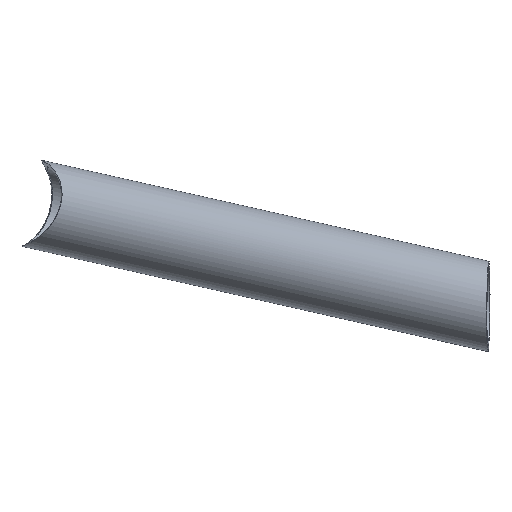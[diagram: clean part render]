
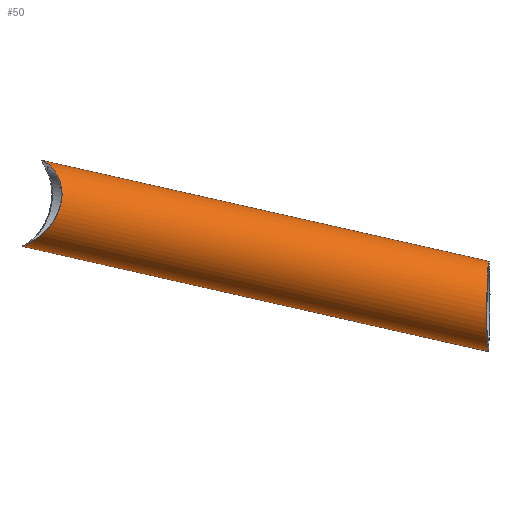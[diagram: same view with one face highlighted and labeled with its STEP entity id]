
A CAD part, top view. The second image highlights one B-rep face of the part: STEP entity #50.
In plain terms, the highlighted cylindrical face has radius 12.5 mm (diameter 25 mm), a partial arc.
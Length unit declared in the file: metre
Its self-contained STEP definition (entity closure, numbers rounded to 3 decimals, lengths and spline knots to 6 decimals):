
#50=ADVANCED_FACE('',(#112),#113,.T.);
#60=EDGE_CURVE('',#128,#129,#130,.T.);
#70=EDGE_CURVE('',#146,#128,#147,.T.);
#72=EDGE_CURVE('',#129,#149,#150,.T.);
#74=EDGE_CURVE('',#152,#153,#154,.T.);
#112=FACE_OUTER_BOUND('',#184,.T.);
#113=CYLINDRICAL_SURFACE('',#185,0.0125);
#128=VERTEX_POINT('',#201);
#129=VERTEX_POINT('',#202);
#130=B_SPLINE_CURVE_WITH_KNOTS('',3,(#203,#204,#205,#206,#207,#208,#209,#210,#211,#212,#213,#214,#215,#216,#217,#218,#219,#220,#221,#222,#223,#224,#225,#226,#227,#228,#229,#230,#231,#232,#233,#234,#235,#236,#237,#238,#239,#240,#241,#242,#243,#244,#245,#246,#247,#248,#249,#250,#251,#252,#253,#254,#255,#256,#257),.UNSPECIFIED.,.F.,.F.,(4,3,3,3,3,3,3,3,3,3,3,3,3,3,3,3,3,3,4),(0.005651,0.006484,0.007878,0.008724,0.009494,0.014309,0.018649,0.02157,0.023088,0.028495,0.031071,0.03404,0.036408,0.039238,0.04085,0.045975,0.047241,0.049646,0.0511),.UNSPECIFIED.);
#146=VERTEX_POINT('',#338);
#147=B_SPLINE_CURVE_WITH_KNOTS('',3,(#339,#340,#341,#342),.UNSPECIFIED.,.F.,.F.,(4,4),(0.005452,0.005651),.UNSPECIFIED.);
#149=VERTEX_POINT('',#345);
#150=B_SPLINE_CURVE_WITH_KNOTS('',3,(#346,#347,#348,#349,#350,#351,#352),.UNSPECIFIED.,.F.,.F.,(4,3,4),(0.0511,0.052525,0.053186),.UNSPECIFIED.);
#152=VERTEX_POINT('',#355);
#153=VERTEX_POINT('',#356);
#154=B_SPLINE_CURVE_WITH_KNOTS('',3,(#357,#358,#359,#360,#361,#362,#363,#364,#365,#366,#367,#368,#369,#370,#371,#372,#373,#374,#375,#376,#377,#378,#379,#380,#381),.UNSPECIFIED.,.F.,.F.,(4,3,3,3,3,3,3,3,4),(0.0,7.024141,13.976754,21.186119,28.654351,36.132684,43.395198,50.305873,56.193131),.UNSPECIFIED.);
#184=EDGE_LOOP('',(#565,#566,#567,#568,#569,#570));
#185=AXIS2_PLACEMENT_3D('',#571,#572,#573);
#201=CARTESIAN_POINT('',(-0.618878,-0.224682,0.205879));
#202=CARTESIAN_POINT('',(-0.624447,-0.248869,0.20779));
#203=CARTESIAN_POINT('',(-0.618878,-0.224682,0.205879));
#204=CARTESIAN_POINT('',(-0.618814,-0.2247,0.206151));
#205=CARTESIAN_POINT('',(-0.618739,-0.224731,0.206424));
#206=CARTESIAN_POINT('',(-0.618654,-0.224771,0.206694));
#207=CARTESIAN_POINT('',(-0.618513,-0.224838,0.207144));
#208=CARTESIAN_POINT('',(-0.618353,-0.224932,0.207564));
#209=CARTESIAN_POINT('',(-0.618196,-0.225034,0.20794));
#210=CARTESIAN_POINT('',(-0.6181,-0.225095,0.208169));
#211=CARTESIAN_POINT('',(-0.618006,-0.22516,0.208381));
#212=CARTESIAN_POINT('',(-0.617917,-0.225224,0.208574));
#213=CARTESIAN_POINT('',(-0.617837,-0.225282,0.208749));
#214=CARTESIAN_POINT('',(-0.617762,-0.225338,0.208905));
#215=CARTESIAN_POINT('',(-0.617683,-0.225399,0.209067));
#216=CARTESIAN_POINT('',(-0.61719,-0.225779,0.210076));
#217=CARTESIAN_POINT('',(-0.616607,-0.22631,0.211101));
#218=CARTESIAN_POINT('',(-0.616033,-0.226992,0.212102));
#219=CARTESIAN_POINT('',(-0.615515,-0.227606,0.213005));
#220=CARTESIAN_POINT('',(-0.615002,-0.228347,0.213894));
#221=CARTESIAN_POINT('',(-0.614568,-0.229216,0.214724));
#222=CARTESIAN_POINT('',(-0.614276,-0.229801,0.215283));
#223=CARTESIAN_POINT('',(-0.61402,-0.230443,0.215814));
#224=CARTESIAN_POINT('',(-0.613823,-0.231144,0.216301));
#225=CARTESIAN_POINT('',(-0.613721,-0.231508,0.216554));
#226=CARTESIAN_POINT('',(-0.613637,-0.23188,0.216789));
#227=CARTESIAN_POINT('',(-0.613572,-0.232259,0.217006));
#228=CARTESIAN_POINT('',(-0.613339,-0.233608,0.217779));
#229=CARTESIAN_POINT('',(-0.61335,-0.235045,0.218321));
#230=CARTESIAN_POINT('',(-0.613629,-0.23651,0.218581));
#231=CARTESIAN_POINT('',(-0.613761,-0.237208,0.218706));
#232=CARTESIAN_POINT('',(-0.613955,-0.237915,0.218766));
#233=CARTESIAN_POINT('',(-0.614208,-0.238616,0.218755));
#234=CARTESIAN_POINT('',(-0.6145,-0.239423,0.218743));
#235=CARTESIAN_POINT('',(-0.614868,-0.240219,0.218639));
#236=CARTESIAN_POINT('',(-0.615306,-0.24099,0.218438));
#237=CARTESIAN_POINT('',(-0.615656,-0.241605,0.218278));
#238=CARTESIAN_POINT('',(-0.61605,-0.242205,0.218056));
#239=CARTESIAN_POINT('',(-0.616476,-0.242773,0.217777));
#240=CARTESIAN_POINT('',(-0.616986,-0.243453,0.217444));
#241=CARTESIAN_POINT('',(-0.617542,-0.244092,0.217028));
#242=CARTESIAN_POINT('',(-0.61813,-0.244682,0.216534));
#243=CARTESIAN_POINT('',(-0.618465,-0.245019,0.216252));
#244=CARTESIAN_POINT('',(-0.618809,-0.245337,0.215946));
#245=CARTESIAN_POINT('',(-0.61915,-0.245632,0.215625));
#246=CARTESIAN_POINT('',(-0.620235,-0.24657,0.214602));
#247=CARTESIAN_POINT('',(-0.621318,-0.247286,0.213403));
#248=CARTESIAN_POINT('',(-0.622238,-0.247806,0.212129));
#249=CARTESIAN_POINT('',(-0.622465,-0.247934,0.211814));
#250=CARTESIAN_POINT('',(-0.622685,-0.248052,0.211491));
#251=CARTESIAN_POINT('',(-0.622897,-0.248161,0.211155));
#252=CARTESIAN_POINT('',(-0.623301,-0.248369,0.210516));
#253=CARTESIAN_POINT('',(-0.623672,-0.248541,0.209836));
#254=CARTESIAN_POINT('',(-0.623977,-0.248674,0.209122));
#255=CARTESIAN_POINT('',(-0.624161,-0.248754,0.208691));
#256=CARTESIAN_POINT('',(-0.62432,-0.248819,0.208249));
#257=CARTESIAN_POINT('',(-0.624447,-0.248869,0.20779));
#338=CARTESIAN_POINT('',(-0.618921,-0.224671,0.205684));
#339=CARTESIAN_POINT('',(-0.618921,-0.224671,0.205684));
#340=CARTESIAN_POINT('',(-0.618907,-0.224674,0.205749));
#341=CARTESIAN_POINT('',(-0.618893,-0.224677,0.205814));
#342=CARTESIAN_POINT('',(-0.618878,-0.224682,0.205879));
#345=CARTESIAN_POINT('',(-0.624767,-0.24898,0.20566));
#346=CARTESIAN_POINT('',(-0.624447,-0.248869,0.20779));
#347=CARTESIAN_POINT('',(-0.624571,-0.248918,0.20734));
#348=CARTESIAN_POINT('',(-0.624666,-0.248953,0.206872));
#349=CARTESIAN_POINT('',(-0.62472,-0.24897,0.206373));
#350=CARTESIAN_POINT('',(-0.624746,-0.248978,0.206141));
#351=CARTESIAN_POINT('',(-0.624762,-0.248981,0.205902));
#352=CARTESIAN_POINT('',(-0.624767,-0.24898,0.20566));
#355=CARTESIAN_POINT('',(-0.492787,-0.278786,0.21519));
#356=CARTESIAN_POINT('',(-0.492535,-0.253214,0.21481));
#357=CARTESIAN_POINT('',(-0.492787,-0.278786,0.21519));
#358=CARTESIAN_POINT('',(-0.492847,-0.278773,0.216844));
#359=CARTESIAN_POINT('',(-0.492903,-0.278418,0.218495));
#360=CARTESIAN_POINT('',(-0.492951,-0.277752,0.22001));
#361=CARTESIAN_POINT('',(-0.492999,-0.277092,0.221509));
#362=CARTESIAN_POINT('',(-0.493039,-0.276128,0.222873));
#363=CARTESIAN_POINT('',(-0.493068,-0.274939,0.224001));
#364=CARTESIAN_POINT('',(-0.493099,-0.273707,0.22517));
#365=CARTESIAN_POINT('',(-0.493118,-0.272234,0.226085));
#366=CARTESIAN_POINT('',(-0.493125,-0.270642,0.22668));
#367=CARTESIAN_POINT('',(-0.493131,-0.268993,0.227296));
#368=CARTESIAN_POINT('',(-0.493125,-0.267218,0.22757));
#369=CARTESIAN_POINT('',(-0.493105,-0.26546,0.227485));
#370=CARTESIAN_POINT('',(-0.493086,-0.263699,0.227399));
#371=CARTESIAN_POINT('',(-0.493053,-0.261957,0.226955));
#372=CARTESIAN_POINT('',(-0.493011,-0.260372,0.226184));
#373=CARTESIAN_POINT('',(-0.492969,-0.258833,0.225436));
#374=CARTESIAN_POINT('',(-0.492919,-0.257444,0.22438));
#375=CARTESIAN_POINT('',(-0.492862,-0.256316,0.223094));
#376=CARTESIAN_POINT('',(-0.492808,-0.255243,0.221869));
#377=CARTESIAN_POINT('',(-0.492748,-0.254408,0.220436));
#378=CARTESIAN_POINT('',(-0.492688,-0.25388,0.218897));
#379=CARTESIAN_POINT('',(-0.492636,-0.25343,0.217585));
#380=CARTESIAN_POINT('',(-0.492584,-0.253202,0.216197));
#381=CARTESIAN_POINT('',(-0.492535,-0.253214,0.21481));
#565=ORIENTED_EDGE('',*,*,#622,.F.);
#566=ORIENTED_EDGE('',*,*,#70,.T.);
#567=ORIENTED_EDGE('',*,*,#60,.T.);
#568=ORIENTED_EDGE('',*,*,#72,.T.);
#569=ORIENTED_EDGE('',*,*,#623,.F.);
#570=ORIENTED_EDGE('',*,*,#74,.T.);
#571=CARTESIAN_POINT('',(-0.561372,-0.250482,0.210039));
#572=DIRECTION('',(-0.973,0.22,-0.07));
#573=DIRECTION('',(0.22,0.975,0.));
#622=EDGE_CURVE('',#146,#153,#636,.T.);
#623=EDGE_CURVE('',#152,#149,#637,.T.);
#636=LINE('',#652,#653);
#637=LINE('',#654,#655);
#652=CARTESIAN_POINT('',(-0.558618,-0.238289,0.210039));
#653=VECTOR('',#669,1.0);
#654=CARTESIAN_POINT('',(-0.564126,-0.262675,0.210039));
#655=VECTOR('',#670,1.0);
#669=DIRECTION('',(0.973,-0.22,0.07));
#670=DIRECTION('',(-0.973,0.22,-0.07));
